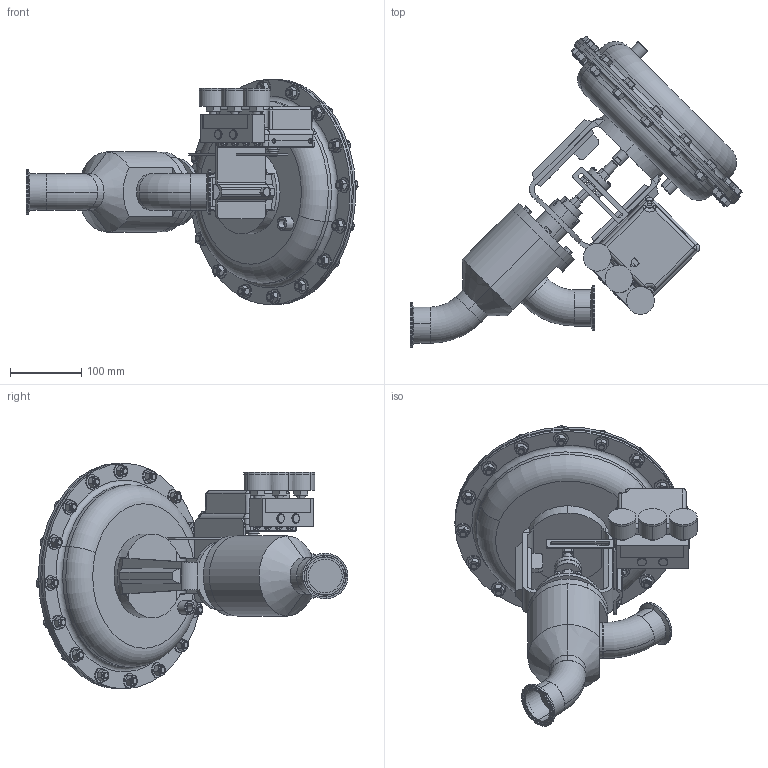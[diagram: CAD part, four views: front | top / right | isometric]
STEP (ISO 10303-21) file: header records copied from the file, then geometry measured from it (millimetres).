
FILE_DESCRIPTION (( 'STEP AP203' ), '1' );
FILE_NAME ('978NSP-200-JD-55M-16PP.STEP', '2017-06-14T12:02:30', ( '' ), ( '' ), 'SwSTEP 2.0', 'SolidWorks 2014', '' );
FILE_SCHEMA (( 'CONFIG_CONTROL_DESIGN' ));
Products named in the file (2): 978NSP-200-JD-55M-16PP
Bounding box: 466.99 x 438.52 x 317.42 mm (x, y, z)
Volume: 7595366.9 mm3; surface area: 557137.3 mm2
Topology: 2 solids, 2 shells, 2547 faces, 6287 edges, 3890 vertices
Faces by surface type: plane 907, cone 777, cylinder 578, bspline 265, torus 20
Entity records: 92938 total; most frequent: CARTESIAN_POINT 35544, ORIENTED_EDGE 12500, DIRECTION 11228, EDGE_CURVE 6250, AXIS2_PLACEMENT_3D 4408, VERTEX_POINT 3889, EDGE_LOOP 2789, FACE_OUTER_BOUND 2547
